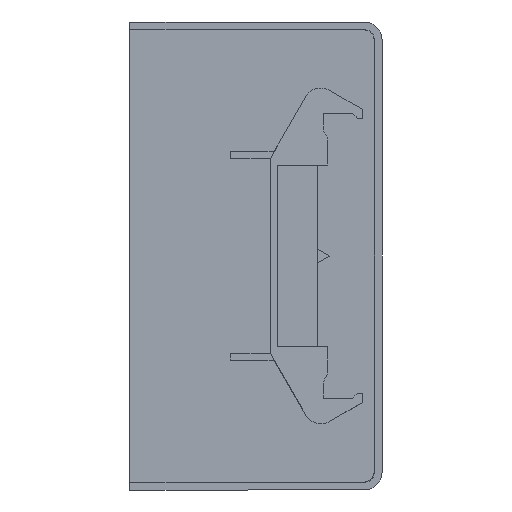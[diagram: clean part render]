
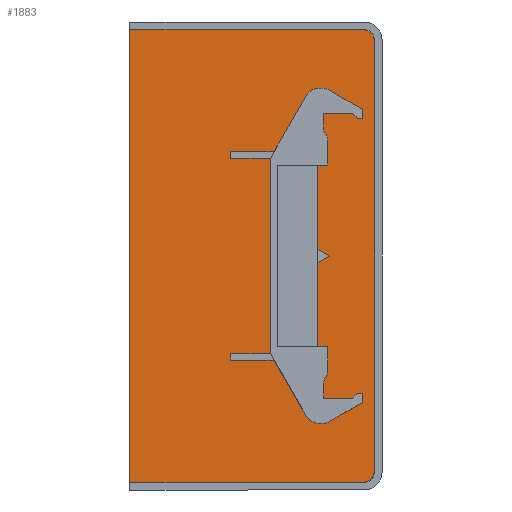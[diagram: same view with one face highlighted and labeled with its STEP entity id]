
A CAD part, top view. The second image highlights one B-rep face of the part: STEP entity #1883.
In plain terms, the highlighted planar face has unit normal (0, 0, 1).
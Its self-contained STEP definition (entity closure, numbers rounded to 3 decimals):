
#43 = VERTEX_POINT ( 'NONE', #1651 ) ;
#60 = CARTESIAN_POINT ( 'NONE',  ( 67.5, -65.178, 0. ) ) ;
#78 = CARTESIAN_POINT ( 'NONE',  ( 70.378, -62.3, 0. ) ) ;
#107 = ORIENTED_EDGE ( 'NONE', *, *, #1524, .F. ) ;
#199 = VERTEX_POINT ( 'NONE', #1542 ) ;
#241 = EDGE_CURVE ( 'NONE', #2468, #2204, #827, .T. ) ;
#375 = DIRECTION ( 'NONE',  ( 0., -1., 0. ) ) ;
#393 = CARTESIAN_POINT ( 'NONE',  ( 70.378, 62.3, 0. ) ) ;
#483 = VECTOR ( 'NONE', #962, 1000. ) ;
#582 = LINE ( 'NONE', #1119, #483 ) ;
#610 = CARTESIAN_POINT ( 'NONE',  ( 67.5, 62.3, 0. ) ) ;
#713 = CARTESIAN_POINT ( 'NONE',  ( 67.5, -65.178, 0. ) ) ;
#721 = EDGE_CURVE ( 'NONE', #2204, #1806, #2304, .T. ) ;
#803 = VECTOR ( 'NONE', #375, 1000. ) ;
#827 = CIRCLE ( 'NONE', #1993, 2.878 ) ;
#864 = LINE ( 'NONE', #393, #803 ) ;
#926 = DIRECTION ( 'NONE',  ( -1., 0., 0. ) ) ;
#962 = DIRECTION ( 'NONE',  ( 0., 1., 0. ) ) ;
#1043 = AXIS2_PLACEMENT_3D ( 'NONE', #610, #2503, #2507 ) ;
#1048 = CIRCLE ( 'NONE', #1043, 2.878 ) ;
#1119 = CARTESIAN_POINT ( 'NONE',  ( 0., 0., 0. ) ) ;
#1156 = DIRECTION ( 'NONE',  ( -1., 0., 0. ) ) ;
#1160 = DIRECTION ( 'NONE',  ( 0., 0., -1. ) ) ;
#1169 = CARTESIAN_POINT ( 'NONE',  ( 67.5, -62.3, 0. ) ) ;
#1272 = EDGE_CURVE ( 'NONE', #1806, #1530, #582, .T. ) ;
#1400 = ORIENTED_EDGE ( 'NONE', *, *, #2222, .F. ) ;
#1451 = AXIS2_PLACEMENT_3D ( 'NONE', #1520, #1514, #1510 ) ;
#1510 = DIRECTION ( 'NONE',  ( -1., 0., 0. ) ) ;
#1514 = DIRECTION ( 'NONE',  ( 0., 0., -1. ) ) ;
#1520 = CARTESIAN_POINT ( 'NONE',  ( 67.5, 62.3, 0. ) ) ;
#1524 = EDGE_CURVE ( 'NONE', #1530, #43, #2419, .T. ) ;
#1530 = VERTEX_POINT ( 'NONE', #2179 ) ;
#1532 = PLANE ( 'NONE',  #1451 ) ;
#1542 = CARTESIAN_POINT ( 'NONE',  ( 70.378, 62.3, 0. ) ) ;
#1635 = CARTESIAN_POINT ( 'NONE',  ( 0., -65.178, 0. ) ) ;
#1642 = ORIENTED_EDGE ( 'NONE', *, *, #2333, .F. ) ;
#1651 = CARTESIAN_POINT ( 'NONE',  ( 67.5, 65.178, 0. ) ) ;
#1783 = EDGE_LOOP ( 'NONE', ( #2404, #2161, #1642, #1400, #107, #2163 ) ) ;
#1791 = FACE_OUTER_BOUND ( 'NONE', #1783, .T. ) ;
#1806 = VERTEX_POINT ( 'NONE', #1635 ) ;
#1883 = ADVANCED_FACE ( 'NONE', ( #1791 ), #1532, .F. ) ;
#1993 = AXIS2_PLACEMENT_3D ( 'NONE', #1169, #1160, #1156 ) ;
#2161 = ORIENTED_EDGE ( 'NONE', *, *, #241, .F. ) ;
#2163 = ORIENTED_EDGE ( 'NONE', *, *, #1272, .F. ) ;
#2179 = CARTESIAN_POINT ( 'NONE',  ( 0., 65.178, 0. ) ) ;
#2204 = VERTEX_POINT ( 'NONE', #713 ) ;
#2207 = CARTESIAN_POINT ( 'NONE',  ( 67.5, 65.178, 0. ) ) ;
#2222 = EDGE_CURVE ( 'NONE', #43, #199, #1048, .T. ) ;
#2234 = VECTOR ( 'NONE', #926, 1000. ) ;
#2250 = DIRECTION ( 'NONE',  ( 1., 0., 0. ) ) ;
#2304 = LINE ( 'NONE', #60, #2234 ) ;
#2333 = EDGE_CURVE ( 'NONE', #199, #2468, #864, .T. ) ;
#2388 = VECTOR ( 'NONE', #2250, 1000. ) ;
#2404 = ORIENTED_EDGE ( 'NONE', *, *, #721, .F. ) ;
#2419 = LINE ( 'NONE', #2207, #2388 ) ;
#2468 = VERTEX_POINT ( 'NONE', #78 ) ;
#2503 = DIRECTION ( 'NONE',  ( 0., 0., -1. ) ) ;
#2507 = DIRECTION ( 'NONE',  ( -1., 0., 0. ) ) ;
